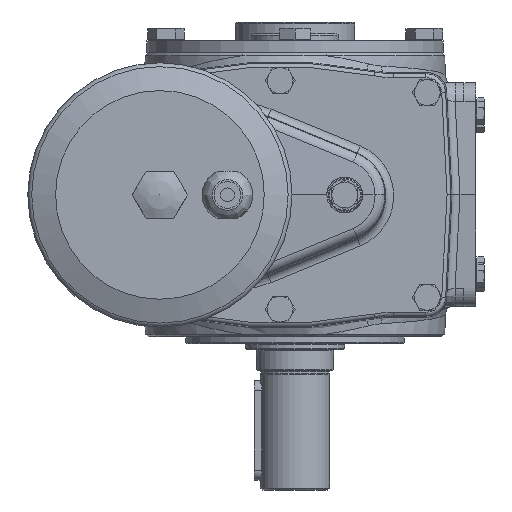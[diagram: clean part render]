
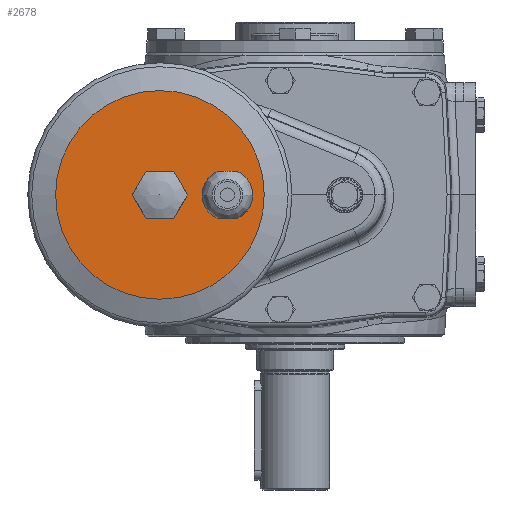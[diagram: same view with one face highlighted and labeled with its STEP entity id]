
A CAD part, left-side view. The second image highlights one B-rep face of the part: STEP entity #2678.
In plain terms, the highlighted planar face has unit normal (-1, 0, 0).
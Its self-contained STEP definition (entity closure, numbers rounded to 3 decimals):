
#2678 = ADVANCED_FACE( '', ( #5849, #5850, #5851 ), #5852, .T. );
#5849 = FACE_BOUND( '', #17028, .T. );
#5850 = FACE_OUTER_BOUND( '', #17029, .T. );
#5851 = FACE_BOUND( '', #17030, .T. );
#5852 = PLANE( '', #17031 );
#17028 = EDGE_LOOP( '', ( #25922, #25923, #25924, #25925 ) );
#17029 = EDGE_LOOP( '', ( #25926 ) );
#17030 = EDGE_LOOP( '', ( #25927, #25928, #25929, #25930, #25931, #25932 ) );
#17031 = AXIS2_PLACEMENT_3D( '', #25933, #25934, #25935 );
#25922 = ORIENTED_EDGE( '', *, *, #27999, .F. );
#25923 = ORIENTED_EDGE( '', *, *, #29789, .F. );
#25924 = ORIENTED_EDGE( '', *, *, #28683, .F. );
#25925 = ORIENTED_EDGE( '', *, *, #29790, .T. );
#25926 = ORIENTED_EDGE( '', *, *, #28780, .T. );
#25927 = ORIENTED_EDGE( '', *, *, #28581, .T. );
#25928 = ORIENTED_EDGE( '', *, *, #28175, .T. );
#25929 = ORIENTED_EDGE( '', *, *, #29577, .T. );
#25930 = ORIENTED_EDGE( '', *, *, #29378, .T. );
#25931 = ORIENTED_EDGE( '', *, *, #28119, .T. );
#25932 = ORIENTED_EDGE( '', *, *, #27607, .T. );
#25933 = CARTESIAN_POINT( '', ( -527.5, 15.5, 0. ) );
#25934 = DIRECTION( '', ( -1., 0., 0. ) );
#25935 = DIRECTION( '', ( 0., -1., 0. ) );
#27607 = EDGE_CURVE( '', #30853, #30857, #30859, .T. );
#27999 = EDGE_CURVE( '', #31495, #31496, #31497, .T. );
#28119 = EDGE_CURVE( '', #31693, #30853, #31696, .T. );
#28175 = EDGE_CURVE( '', #31778, #31780, #31782, .T. );
#28581 = EDGE_CURVE( '', #30857, #31778, #32395, .T. );
#28683 = EDGE_CURVE( '', #32529, #32532, #32533, .T. );
#28780 = EDGE_CURVE( '', #32663, #32663, #32664, .T. );
#29378 = EDGE_CURVE( '', #33455, #31693, #33457, .T. );
#29577 = EDGE_CURVE( '', #31780, #33455, #33692, .T. );
#29789 = EDGE_CURVE( '', #32532, #31495, #33927, .T. );
#29790 = EDGE_CURVE( '', #32529, #31496, #33928, .T. );
#30853 = VERTEX_POINT( '', #36225 );
#30857 = VERTEX_POINT( '', #36230 );
#30859 = LINE( '', #36233, #36234 );
#31495 = VERTEX_POINT( '', #37838 );
#31496 = VERTEX_POINT( '', #37839 );
#31497 = CIRCLE( '', #37840, 12.8 );
#31693 = VERTEX_POINT( '', #38153 );
#31696 = LINE( '', #38157, #38158 );
#31778 = VERTEX_POINT( '', #38329 );
#31780 = VERTEX_POINT( '', #38332 );
#31782 = LINE( '', #38335, #38336 );
#32395 = LINE( '', #39945, #39946 );
#32529 = VERTEX_POINT( '', #40379 );
#32532 = VERTEX_POINT( '', #40383 );
#32533 = CIRCLE( '', #40384, 12.8 );
#32663 = VERTEX_POINT( '', #40675 );
#32664 = CIRCLE( '', #40676, 52.5 );
#33455 = VERTEX_POINT( '', #42693 );
#33457 = LINE( '', #42696, #42697 );
#33692 = LINE( '', #43296, #43297 );
#33927 = LINE( '', #43727, #43728 );
#33928 = LINE( '', #43729, #43730 );
#36225 = CARTESIAN_POINT( '', ( -527.5, 61.072, -12. ) );
#36230 = CARTESIAN_POINT( '', ( -527.5, 74.928, -12. ) );
#36233 = CARTESIAN_POINT( '', ( -527.5, 61.072, -12. ) );
#36234 = VECTOR( '', #44817, 1000. );
#37838 = CARTESIAN_POINT( '', ( -527.5, 38.454, 12. ) );
#37839 = CARTESIAN_POINT( '', ( -527.5, 38.454, -12. ) );
#37840 = AXIS2_PLACEMENT_3D( '', #45246, #45247, #45248 );
#38153 = CARTESIAN_POINT( '', ( -527.5, 54.144, 0. ) );
#38157 = CARTESIAN_POINT( '', ( -527.5, 54.144, 0. ) );
#38158 = VECTOR( '', #45429, 1000. );
#38329 = CARTESIAN_POINT( '', ( -527.5, 81.856, 0. ) );
#38332 = CARTESIAN_POINT( '', ( -527.5, 74.928, 12. ) );
#38335 = CARTESIAN_POINT( '', ( -527.5, 81.856, 0. ) );
#38336 = VECTOR( '', #45491, 1000. );
#39945 = CARTESIAN_POINT( '', ( -527.5, 74.928, -12. ) );
#39946 = VECTOR( '', #45970, 1000. );
#40379 = CARTESIAN_POINT( '', ( -527.5, 29.546, -12. ) );
#40383 = CARTESIAN_POINT( '', ( -527.5, 29.546, 12. ) );
#40384 = AXIS2_PLACEMENT_3D( '', #46046, #46047, #46048 );
#40675 = CARTESIAN_POINT( '', ( -527.5, 15.5, 0. ) );
#40676 = AXIS2_PLACEMENT_3D( '', #46149, #46150, #46151 );
#42693 = CARTESIAN_POINT( '', ( -527.5, 61.072, 12. ) );
#42696 = CARTESIAN_POINT( '', ( -527.5, 61.072, 12. ) );
#42697 = VECTOR( '', #46746, 1000. );
#43296 = CARTESIAN_POINT( '', ( -527.5, 74.928, 12. ) );
#43297 = VECTOR( '', #46909, 1000. );
#43727 = CARTESIAN_POINT( '', ( -527.5, 29.546, 12. ) );
#43728 = VECTOR( '', #47043, 1000. );
#43729 = CARTESIAN_POINT( '', ( -527.5, 29.546, -12. ) );
#43730 = VECTOR( '', #47044, 1000. );
#44817 = DIRECTION( '', ( 0., 1., 0. ) );
#45246 = CARTESIAN_POINT( '', ( -527.5, 34., 0. ) );
#45247 = DIRECTION( '', ( -1., 0., 0. ) );
#45248 = DIRECTION( '', ( 0., -1., 0. ) );
#45429 = DIRECTION( '', ( 0., 0.5, -0.866 ) );
#45491 = DIRECTION( '', ( 0., -0.5, 0.866 ) );
#45970 = DIRECTION( '', ( 0., 0.5, 0.866 ) );
#46046 = CARTESIAN_POINT( '', ( -527.5, 34., 0. ) );
#46047 = DIRECTION( '', ( -1., 0., 0. ) );
#46048 = DIRECTION( '', ( 0., -1., 0. ) );
#46149 = CARTESIAN_POINT( '', ( -527.5, 68., 0. ) );
#46150 = DIRECTION( '', ( -1., 0., 0. ) );
#46151 = DIRECTION( '', ( 0., -1., 0. ) );
#46746 = DIRECTION( '', ( 0., -0.5, -0.866 ) );
#46909 = DIRECTION( '', ( 0., -1., 0. ) );
#47043 = DIRECTION( '', ( 0., 1., 0. ) );
#47044 = DIRECTION( '', ( 0., 1., 0. ) );
